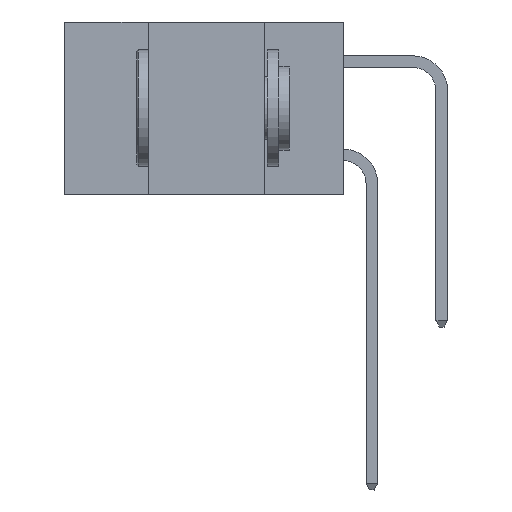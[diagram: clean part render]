
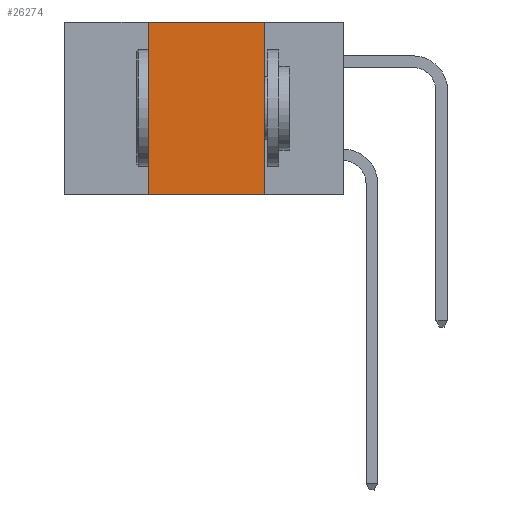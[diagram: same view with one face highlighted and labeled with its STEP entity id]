
A CAD part, left-side view. The second image highlights one B-rep face of the part: STEP entity #26274.
In plain terms, the highlighted planar face has unit normal (-1, 0, 0).
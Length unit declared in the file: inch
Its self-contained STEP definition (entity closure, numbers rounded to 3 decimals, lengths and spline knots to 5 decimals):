
#80 = DIRECTION ( 'NONE',  ( 1., 0., 0. ) ) ;
#676 = VECTOR ( 'NONE', #13252, 39.37008 ) ;
#849 = DIRECTION ( 'NONE',  ( 0., -1., 0. ) ) ;
#1332 = DIRECTION ( 'NONE',  ( 0., -1., 0. ) ) ;
#2975 = AXIS2_PLACEMENT_3D ( 'NONE', #12547, #80, #7859 ) ;
#3142 = CARTESIAN_POINT ( 'NONE',  ( 0., 0.17, 0. ) ) ;
#3673 = LINE ( 'NONE', #17900, #14974 ) ;
#4251 = VERTEX_POINT ( 'NONE', #3142 ) ;
#4882 = ORIENTED_EDGE ( 'NONE', *, *, #21364, .F. ) ;
#5112 = EDGE_CURVE ( 'NONE', #19746, #24006, #18047, .T. ) ;
#5193 = EDGE_CURVE ( 'NONE', #19746, #7857, #3673, .T. ) ;
#6584 = ORIENTED_EDGE ( 'NONE', *, *, #5112, .T. ) ;
#6657 = ORIENTED_EDGE ( 'NONE', *, *, #8363, .F. ) ;
#7857 = VERTEX_POINT ( 'NONE', #11502 ) ;
#7859 = DIRECTION ( 'NONE',  ( 0., 0., -1. ) ) ;
#8363 = EDGE_CURVE ( 'NONE', #4251, #24006, #23522, .T. ) ;
#9710 = EDGE_LOOP ( 'NONE', ( #6657, #4882, #25502, #6584 ) ) ;
#9874 = DIRECTION ( 'NONE',  ( 0., 0., 1. ) ) ;
#10965 = CARTESIAN_POINT ( 'NONE',  ( 0., 0.17, -0.37 ) ) ;
#11502 = CARTESIAN_POINT ( 'NONE',  ( 0., 0.42, 0. ) ) ;
#12547 = CARTESIAN_POINT ( 'NONE',  ( 0., 0.6, 0. ) ) ;
#12814 = FACE_OUTER_BOUND ( 'NONE', #9710, .T. ) ;
#13106 = CARTESIAN_POINT ( 'NONE',  ( 0., 0.17, -0.37 ) ) ;
#13252 = DIRECTION ( 'NONE',  ( 0., 0., -1. ) ) ;
#14974 = VECTOR ( 'NONE', #9874, 39.37008 ) ;
#16332 = CARTESIAN_POINT ( 'NONE',  ( 0., 0.42, -0.37 ) ) ;
#17556 = CARTESIAN_POINT ( 'NONE',  ( 0., 0.6, 0. ) ) ;
#17900 = CARTESIAN_POINT ( 'NONE',  ( 0., 0.42, -0.37 ) ) ;
#18047 = LINE ( 'NONE', #26557, #24598 ) ;
#18825 = PLANE ( 'NONE',  #2975 ) ;
#19608 = LINE ( 'NONE', #17556, #21624 ) ;
#19746 = VERTEX_POINT ( 'NONE', #16332 ) ;
#21364 = EDGE_CURVE ( 'NONE', #7857, #4251, #19608, .T. ) ;
#21624 = VECTOR ( 'NONE', #849, 39.37008 ) ;
#23522 = LINE ( 'NONE', #13106, #676 ) ;
#24006 = VERTEX_POINT ( 'NONE', #10965 ) ;
#24598 = VECTOR ( 'NONE', #1332, 39.37008 ) ;
#25502 = ORIENTED_EDGE ( 'NONE', *, *, #5193, .F. ) ;
#26274 = ADVANCED_FACE ( 'NONE', ( #12814 ), #18825, .F. ) ;
#26557 = CARTESIAN_POINT ( 'NONE',  ( 0., 0.6, -0.37 ) ) ;
